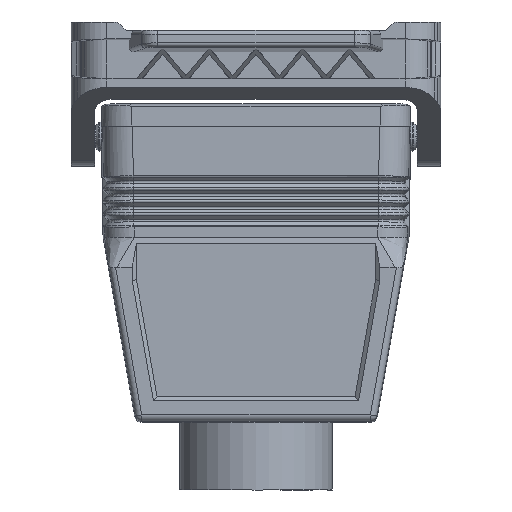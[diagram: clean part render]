
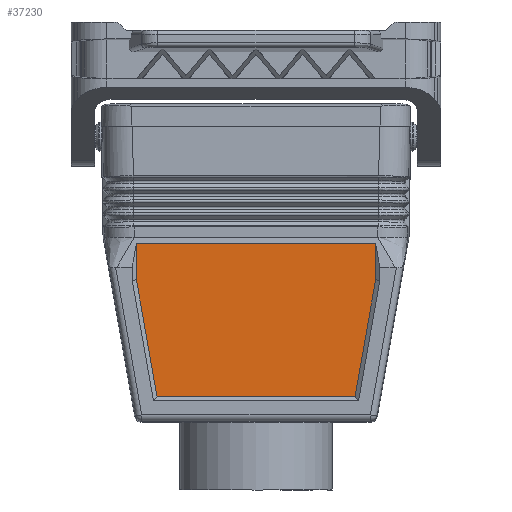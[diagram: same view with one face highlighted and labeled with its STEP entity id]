
A CAD part, front view. The second image highlights one B-rep face of the part: STEP entity #37230.
In plain terms, the highlighted face is planar.
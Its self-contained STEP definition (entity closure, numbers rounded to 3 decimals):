
#26560=CARTESIAN_POINT('',(117.12,-0.759,
27.871));
#26570=VERTEX_POINT('',#26560);
#26600=CARTESIAN_POINT('',(117.12,25.163,
27.871));
#26610=DIRECTION('',(0.,-1.,0.));
#26620=VECTOR('',#26610,1.);
#26630=LINE('',#26600,#26620);
#26640=CARTESIAN_POINT('',(117.12,55.579,
27.871));
#26650=VERTEX_POINT('',#26640);
#26660=EDGE_CURVE('',#26650,#26570,#26630,.T.);
#36770=CARTESIAN_POINT('',(117.12,54.827,
50.993));
#36780=DIRECTION('',(1.,0.,0.));
#36790=DIRECTION('',(0.,1.,0.));
#36800=AXIS2_PLACEMENT_3D('',#36770,#36780,#36790);
#36810=PLANE('',#36800);
#36820=CARTESIAN_POINT('',(117.12,-1.158,
34.229));
#36830=DIRECTION('',(0.,0.174,0.985));
#36840=VECTOR('',#36830,1.);
#36850=LINE('',#36820,#36840);
#36860=CARTESIAN_POINT('',(117.12,-0.759,
36.494));
#36870=VERTEX_POINT('',#36860);
#36880=CARTESIAN_POINT('',(117.12,4.087,
64.));
#36890=VERTEX_POINT('',#36880);
#36900=EDGE_CURVE('',#36870,#36890,#36850,.T.);
#36910=ORIENTED_EDGE('',*,*,#36900,.F.);
#36920=CARTESIAN_POINT('',(117.12,25.163,
64.));
#36930=DIRECTION('',(0.,1.,0.));
#36940=VECTOR('',#36930,1.);
#36950=LINE('',#36920,#36940);
#36960=CARTESIAN_POINT('',(117.12,50.734,
64.));
#36970=VERTEX_POINT('',#36960);
#36980=EDGE_CURVE('',#36890,#36970,#36950,.T.);
#36990=ORIENTED_EDGE('',*,*,#36980,.F.);
#37000=CARTESIAN_POINT('',(117.12,55.979,
34.229));
#37010=DIRECTION('',(0.,-0.174,0.985));
#37020=VECTOR('',#37010,1.);
#37030=LINE('',#37000,#37020);
#37040=CARTESIAN_POINT('',(117.12,55.579,
36.5));
#37050=VERTEX_POINT('',#37040);
#37060=EDGE_CURVE('',#37050,#36970,#37030,.T.);
#37070=ORIENTED_EDGE('',*,*,#37060,.T.);
#37080=CARTESIAN_POINT('',(117.12,55.579,
34.229));
#37090=DIRECTION('',(0.,-0.,-1.));
#37100=VECTOR('',#37090,1.);
#37110=LINE('',#37080,#37100);
#37120=EDGE_CURVE('',#37050,#26650,#37110,.T.);
#37130=ORIENTED_EDGE('',*,*,#37120,.F.);
#37140=ORIENTED_EDGE('',*,*,#26660,.F.);
#37150=CARTESIAN_POINT('',(117.12,-0.759,
34.229));
#37160=DIRECTION('',(0.,0.,-1.));
#37170=VECTOR('',#37160,1.);
#37180=LINE('',#37150,#37170);
#37190=EDGE_CURVE('',#36870,#26570,#37180,.T.);
#37200=ORIENTED_EDGE('',*,*,#37190,.T.);
#37210=EDGE_LOOP('',(#37200,#37140,#37130,#37070,#36990,#36910));
#37220=FACE_OUTER_BOUND('',#37210,.T.);
#37230=ADVANCED_FACE('',(#37220),#36810,.T.);
